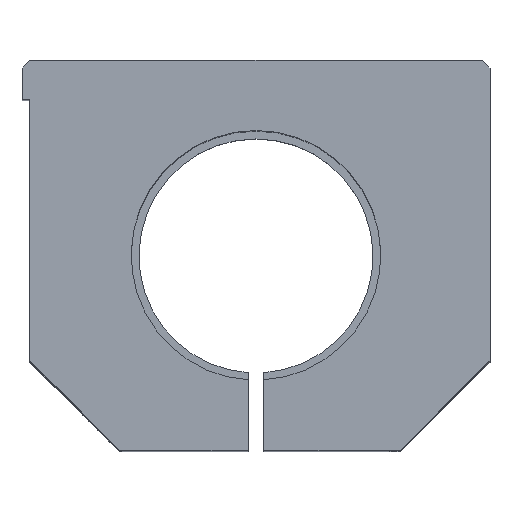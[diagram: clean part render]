
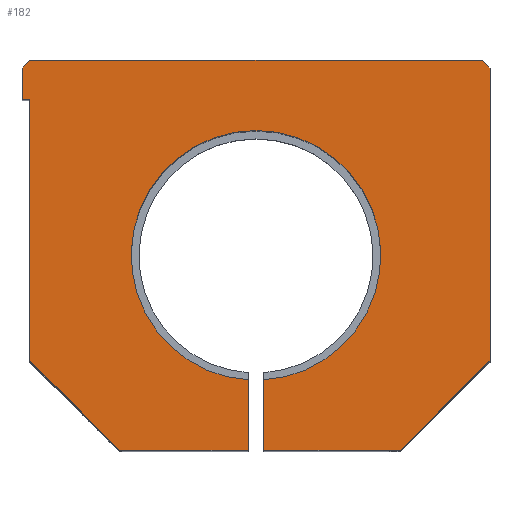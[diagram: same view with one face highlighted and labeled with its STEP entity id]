
A CAD part, top view. The second image highlights one B-rep face of the part: STEP entity #182.
In plain terms, the highlighted planar face has unit normal (0, 0, 1).
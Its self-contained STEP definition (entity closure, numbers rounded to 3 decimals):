
#182 = ADVANCED_FACE( '', ( #421 ), #422, .T. );
#421 = FACE_OUTER_BOUND( '', #660, .T. );
#422 = PLANE( '', #661 );
#660 = EDGE_LOOP( '', ( #1526, #1527, #1528, #1529, #1530, #1531, #1532, #1533, #1534, #1535, #1536, #1537, #1538, #1539, #1540 ) );
#661 = AXIS2_PLACEMENT_3D( '', #1541, #1542, #1543 );
#1526 = ORIENTED_EDGE( '', *, *, #1685, .T. );
#1527 = ORIENTED_EDGE( '', *, *, #1545, .T. );
#1528 = ORIENTED_EDGE( '', *, *, #1811, .T. );
#1529 = ORIENTED_EDGE( '', *, *, #1687, .T. );
#1530 = ORIENTED_EDGE( '', *, *, #1727, .F. );
#1531 = ORIENTED_EDGE( '', *, *, #1795, .F. );
#1532 = ORIENTED_EDGE( '', *, *, #1797, .F. );
#1533 = ORIENTED_EDGE( '', *, *, #1817, .F. );
#1534 = ORIENTED_EDGE( '', *, *, #1815, .F. );
#1535 = ORIENTED_EDGE( '', *, *, #1812, .F. );
#1536 = ORIENTED_EDGE( '', *, *, #1822, .F. );
#1537 = ORIENTED_EDGE( '', *, *, #1820, .F. );
#1538 = ORIENTED_EDGE( '', *, *, #1800, .F. );
#1539 = ORIENTED_EDGE( '', *, *, #1804, .F. );
#1540 = ORIENTED_EDGE( '', *, *, #1818, .F. );
#1541 = CARTESIAN_POINT( '', ( 0., 0., 104. ) );
#1542 = DIRECTION( '', ( 0., 0., 1. ) );
#1543 = DIRECTION( '', ( 1., 0., 0. ) );
#1545 = EDGE_CURVE( '', #1826, #1823, #1827, .T. );
#1685 = EDGE_CURVE( '', #2061, #1826, #2070, .T. );
#1687 = EDGE_CURVE( '', #2074, #2071, #2075, .T. );
#1727 = EDGE_CURVE( '', #2141, #2071, #2143, .T. );
#1795 = EDGE_CURVE( '', #2246, #2141, #2248, .T. );
#1797 = EDGE_CURVE( '', #2249, #2246, #2251, .T. );
#1800 = EDGE_CURVE( '', #2253, #2255, #2256, .T. );
#1804 = EDGE_CURVE( '', #2259, #2253, #2261, .T. );
#1811 = EDGE_CURVE( '', #1823, #2074, #2268, .T. );
#1812 = EDGE_CURVE( '', #2269, #2270, #2271, .T. );
#1815 = EDGE_CURVE( '', #2270, #2274, #2275, .T. );
#1817 = EDGE_CURVE( '', #2274, #2249, #2277, .T. );
#1818 = EDGE_CURVE( '', #2061, #2259, #2278, .T. );
#1820 = EDGE_CURVE( '', #2255, #2280, #2281, .T. );
#1822 = EDGE_CURVE( '', #2280, #2269, #2283, .T. );
#1823 = VERTEX_POINT( '', #2284 );
#1826 = VERTEX_POINT( '', #2288 );
#1827 = CIRCLE( '', #2289, 16. );
#2061 = VERTEX_POINT( '', #2615 );
#2070 = LINE( '', #2632, #2633 );
#2071 = VERTEX_POINT( '', #2634 );
#2074 = VERTEX_POINT( '', #2638 );
#2075 = LINE( '', #2639, #2640 );
#2141 = VERTEX_POINT( '', #2766 );
#2143 = LINE( '', #2769, #2770 );
#2246 = VERTEX_POINT( '', #2911 );
#2248 = LINE( '', #2914, #2915 );
#2249 = VERTEX_POINT( '', #2916 );
#2251 = LINE( '', #2919, #2920 );
#2253 = VERTEX_POINT( '', #2923 );
#2255 = VERTEX_POINT( '', #2926 );
#2256 = LINE( '', #2927, #2928 );
#2259 = VERTEX_POINT( '', #2933 );
#2261 = LINE( '', #2936, #2937 );
#2268 = CIRCLE( '', #2945, 16. );
#2269 = VERTEX_POINT( '', #2946 );
#2270 = VERTEX_POINT( '', #2947 );
#2271 = LINE( '', #2948, #2949 );
#2274 = VERTEX_POINT( '', #2954 );
#2275 = LINE( '', #2955, #2956 );
#2277 = LINE( '', #2959, #2960 );
#2278 = LINE( '', #2961, #2962 );
#2280 = VERTEX_POINT( '', #2965 );
#2281 = LINE( '', #2966, #2967 );
#2283 = LINE( '', #2970, #2971 );
#2284 = CARTESIAN_POINT( '', ( 0., 41., 104. ) );
#2288 = CARTESIAN_POINT( '', ( -1., 9.031, 104. ) );
#2289 = AXIS2_PLACEMENT_3D( '', #2973, #2974, #2975 );
#2615 = CARTESIAN_POINT( '', ( -1., 0., 104. ) );
#2632 = CARTESIAN_POINT( '', ( -1., 0., 104. ) );
#2633 = VECTOR( '', #3256, 1. );
#2634 = CARTESIAN_POINT( '', ( 1., 0., 104. ) );
#2638 = CARTESIAN_POINT( '', ( 1., 9.031, 104. ) );
#2639 = CARTESIAN_POINT( '', ( 1., 0., 104. ) );
#2640 = VECTOR( '', #3258, 1. );
#2766 = CARTESIAN_POINT( '', ( 18.5, 0., 104. ) );
#2769 = CARTESIAN_POINT( '', ( -17.5, 0., 104. ) );
#2770 = VECTOR( '', #3317, 1. );
#2911 = CARTESIAN_POINT( '', ( 30., 11.5, 104. ) );
#2914 = CARTESIAN_POINT( '', ( 18.5, 0., 104. ) );
#2915 = VECTOR( '', #3441, 1. );
#2916 = CARTESIAN_POINT( '', ( 30., 49., 104. ) );
#2919 = CARTESIAN_POINT( '', ( 30., 11.5, 104. ) );
#2920 = VECTOR( '', #3443, 1. );
#2923 = CARTESIAN_POINT( '', ( -29., 11.5, 104. ) );
#2926 = CARTESIAN_POINT( '', ( -29., 45., 104. ) );
#2927 = CARTESIAN_POINT( '', ( -29., 45., 104. ) );
#2928 = VECTOR( '', #3446, 1. );
#2933 = CARTESIAN_POINT( '', ( -17.5, 0., 104. ) );
#2936 = CARTESIAN_POINT( '', ( -29., 11.5, 104. ) );
#2937 = VECTOR( '', #3450, 1. );
#2945 = AXIS2_PLACEMENT_3D( '', #3467, #3468, #3469 );
#2946 = CARTESIAN_POINT( '', ( -30., 49., 104. ) );
#2947 = CARTESIAN_POINT( '', ( -29., 50., 104. ) );
#2948 = CARTESIAN_POINT( '', ( -29., 50., 104. ) );
#2949 = VECTOR( '', #3470, 1. );
#2954 = CARTESIAN_POINT( '', ( 29., 50., 104. ) );
#2955 = CARTESIAN_POINT( '', ( 29., 50., 104. ) );
#2956 = VECTOR( '', #3473, 1. );
#2959 = CARTESIAN_POINT( '', ( 30., 49., 104. ) );
#2960 = VECTOR( '', #3475, 1. );
#2961 = CARTESIAN_POINT( '', ( -17.5, 0., 104. ) );
#2962 = VECTOR( '', #3476, 1. );
#2965 = CARTESIAN_POINT( '', ( -30., 45., 104. ) );
#2966 = CARTESIAN_POINT( '', ( -30., 45., 104. ) );
#2967 = VECTOR( '', #3478, 1. );
#2970 = CARTESIAN_POINT( '', ( -30., 49., 104. ) );
#2971 = VECTOR( '', #3480, 1. );
#2973 = CARTESIAN_POINT( '', ( 0., 25., 104. ) );
#2974 = DIRECTION( '', ( 0., 0., -1. ) );
#2975 = DIRECTION( '', ( 0., 1., 0. ) );
#3256 = DIRECTION( '', ( 0., 1., 0. ) );
#3258 = DIRECTION( '', ( 0., -1., 0. ) );
#3317 = DIRECTION( '', ( -1., 0., 0. ) );
#3441 = DIRECTION( '', ( -0.707, -0.707, 0. ) );
#3443 = DIRECTION( '', ( 0., -1., 0. ) );
#3446 = DIRECTION( '', ( 0., 1., 0. ) );
#3450 = DIRECTION( '', ( -0.707, 0.707, 0. ) );
#3467 = CARTESIAN_POINT( '', ( 0., 25., 104. ) );
#3468 = DIRECTION( '', ( 0., 0., -1. ) );
#3469 = DIRECTION( '', ( 0., 1., 0. ) );
#3470 = DIRECTION( '', ( 0.707, 0.707, 0. ) );
#3473 = DIRECTION( '', ( 1., 0., 0. ) );
#3475 = DIRECTION( '', ( 0.707, -0.707, 0. ) );
#3476 = DIRECTION( '', ( -1., 0., 0. ) );
#3478 = DIRECTION( '', ( -1., 0., 0. ) );
#3480 = DIRECTION( '', ( 0., 1., 0. ) );
